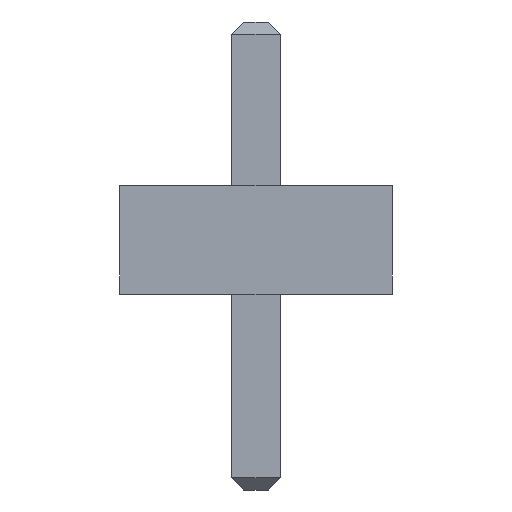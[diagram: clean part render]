
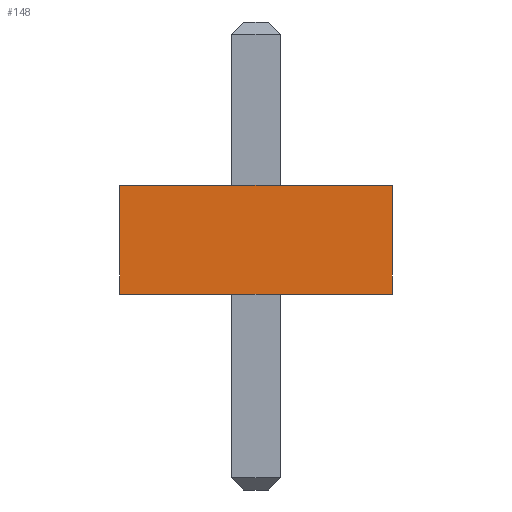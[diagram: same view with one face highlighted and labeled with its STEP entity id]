
A CAD part, front view. The second image highlights one B-rep face of the part: STEP entity #148.
In plain terms, the highlighted planar face has unit normal (0, -1, 0).
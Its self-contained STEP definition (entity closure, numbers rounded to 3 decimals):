
#123 = VERTEX_POINT('',#124);
#124 = CARTESIAN_POINT('',(-3.175,-99.06,2.54));
#130 = EDGE_CURVE('',#131,#123,#133,.T.);
#131 = VERTEX_POINT('',#132);
#132 = CARTESIAN_POINT('',(-3.175,-99.06,0.));
#133 = LINE('',#134,#135);
#134 = CARTESIAN_POINT('',(-3.175,-99.06,0.));
#135 = VECTOR('',#136,1.);
#136 = DIRECTION('',(0.,0.,1.));
#148 = ADVANCED_FACE('',(#149),#174,.F.);
#149 = FACE_BOUND('',#150,.F.);
#150 = EDGE_LOOP('',(#151,#152,#160,#168));
#151 = ORIENTED_EDGE('',*,*,#130,.T.);
#152 = ORIENTED_EDGE('',*,*,#153,.T.);
#153 = EDGE_CURVE('',#123,#154,#156,.T.);
#154 = VERTEX_POINT('',#155);
#155 = CARTESIAN_POINT('',(3.175,-99.06,2.54));
#156 = LINE('',#157,#158);
#157 = CARTESIAN_POINT('',(-3.175,-99.06,2.54));
#158 = VECTOR('',#159,1.);
#159 = DIRECTION('',(1.,0.,0.));
#160 = ORIENTED_EDGE('',*,*,#161,.F.);
#161 = EDGE_CURVE('',#162,#154,#164,.T.);
#162 = VERTEX_POINT('',#163);
#163 = CARTESIAN_POINT('',(3.175,-99.06,0.));
#164 = LINE('',#165,#166);
#165 = CARTESIAN_POINT('',(3.175,-99.06,0.));
#166 = VECTOR('',#167,1.);
#167 = DIRECTION('',(0.,0.,1.));
#168 = ORIENTED_EDGE('',*,*,#169,.F.);
#169 = EDGE_CURVE('',#131,#162,#170,.T.);
#170 = LINE('',#171,#172);
#171 = CARTESIAN_POINT('',(-3.175,-99.06,0.));
#172 = VECTOR('',#173,1.);
#173 = DIRECTION('',(1.,0.,0.));
#174 = PLANE('',#175);
#175 = AXIS2_PLACEMENT_3D('',#176,#177,#178);
#176 = CARTESIAN_POINT('',(-3.175,-99.06,0.));
#177 = DIRECTION('',(0.,1.,0.));
#178 = DIRECTION('',(1.,0.,0.));
